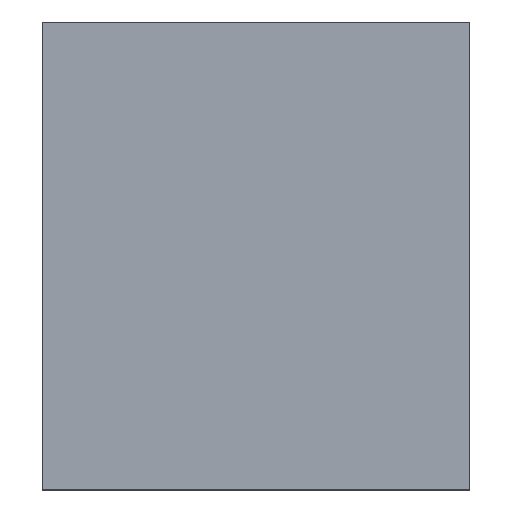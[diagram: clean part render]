
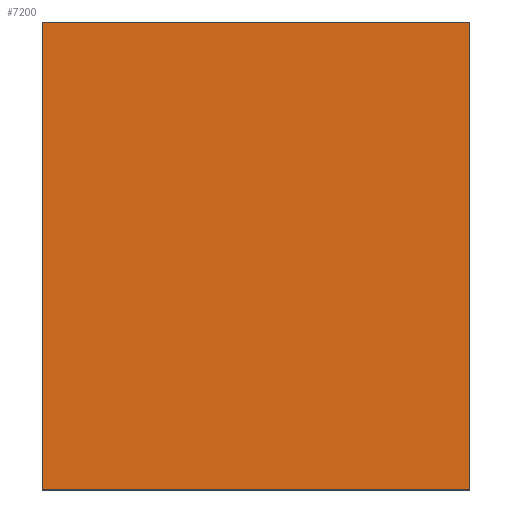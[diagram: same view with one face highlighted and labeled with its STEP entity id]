
A CAD part, top view. The second image highlights one B-rep face of the part: STEP entity #7200.
In plain terms, the highlighted face is planar.
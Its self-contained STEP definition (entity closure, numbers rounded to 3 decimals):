
#3270=CARTESIAN_POINT('',(-214.482,-1.189,59.475));
#3280=VERTEX_POINT('',#3270);
#3430=CARTESIAN_POINT('',(-214.482,-1.189,
49.875));
#3440=VERTEX_POINT('',#3430);
#3470=CARTESIAN_POINT('',(-214.482,-1.189,0.));
#3480=DIRECTION('',(0.,0.,-1.));
#3490=VECTOR('',#3480,1.);
#3500=LINE('',#3470,#3490);
#3510=EDGE_CURVE('',#3280,#3440,#3500,.T.);
#6900=CARTESIAN_POINT('',(-203.982,-1.189,49.875));
#6910=DIRECTION('',(0.,1.,0.));
#6920=DIRECTION('',(0.,0.,-1.));
#6930=AXIS2_PLACEMENT_3D('',#6900,#6910,#6920);
#6940=PLANE('',#6930);
#6950=CARTESIAN_POINT('',(-203.982,-1.189,
1.925));
#6960=DIRECTION('',(0.,0.,-1.));
#6970=VECTOR('',#6960,1.);
#6980=LINE('',#6950,#6970);
#6990=CARTESIAN_POINT('',(-203.982,-1.189,59.475));
#7000=VERTEX_POINT('',#6990);
#7010=CARTESIAN_POINT('',(-203.982,-1.189,
49.875));
#7020=VERTEX_POINT('',#7010);
#7030=EDGE_CURVE('',#7000,#7020,#6980,.T.);
#7040=ORIENTED_EDGE('',*,*,#7030,.T.);
#7050=CARTESIAN_POINT('',(-100.1,-1.189,59.475));
#7060=DIRECTION('',(-1.,0.,0.));
#7070=VECTOR('',#7060,1.);
#7080=LINE('',#7050,#7070);
#7090=EDGE_CURVE('',#7000,#3280,#7080,.T.);
#7100=ORIENTED_EDGE('',*,*,#7090,.F.);
#7110=ORIENTED_EDGE('',*,*,#3510,.F.);
#7120=CARTESIAN_POINT('',(-100.1,-1.189,49.875));
#7130=DIRECTION('',(1.,0.,0.));
#7140=VECTOR('',#7130,1.);
#7150=LINE('',#7120,#7140);
#7160=EDGE_CURVE('',#3440,#7020,#7150,.T.);
#7170=ORIENTED_EDGE('',*,*,#7160,.F.);
#7180=EDGE_LOOP('',(#7170,#7110,#7100,#7040));
#7190=FACE_OUTER_BOUND('',#7180,.T.);
#7200=ADVANCED_FACE('',(#7190),#6940,.T.);
